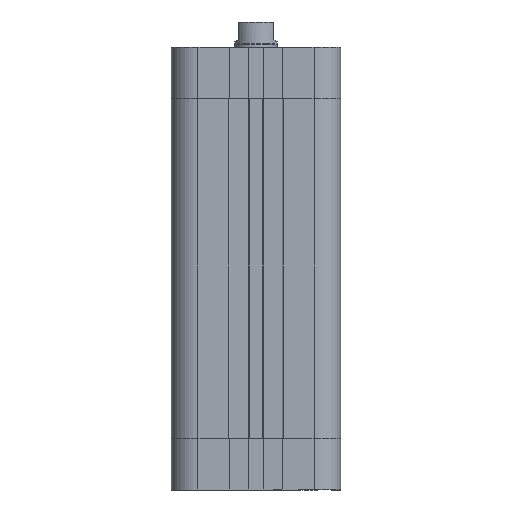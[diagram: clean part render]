
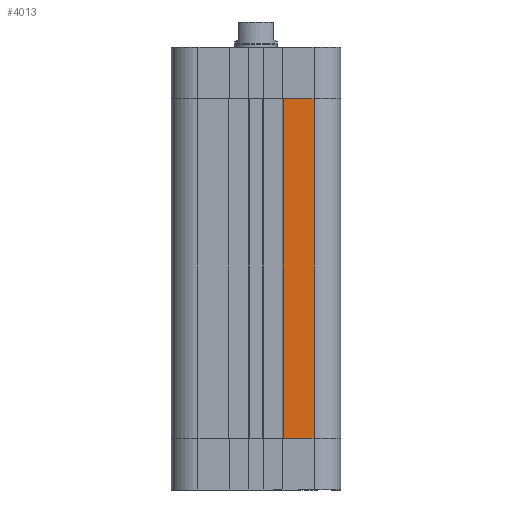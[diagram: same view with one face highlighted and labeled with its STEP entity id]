
A CAD part, front view. The second image highlights one B-rep face of the part: STEP entity #4013.
In plain terms, the highlighted planar face has unit normal (0, -1, 0).
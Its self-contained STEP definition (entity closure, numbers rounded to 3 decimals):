
#3955=CARTESIAN_POINT('',(-16.25,-23.75,47.5));
#3956=VERTEX_POINT('',#3955);
#3965=CARTESIAN_POINT('',(-16.25,-23.75,-47.5));
#3966=VERTEX_POINT('',#3965);
#3974=CARTESIAN_POINT('',(-16.25,-23.75,-47.5));
#3975=DIRECTION('',(0.0,0.0,1.0));
#3976=VECTOR('',#3975,95.0);
#3977=LINE('',#3974,#3976);
#3978=EDGE_CURVE('',#3966,#3956,#3977,.T.);
#3983=CARTESIAN_POINT('',(-16.25,-23.75,0.0));
#3984=DIRECTION('',(0.0,1.0,0.0));
#3985=DIRECTION('',(0.0,0.0,-1.0));
#3986=AXIS2_PLACEMENT_3D('',#3983,#3984,#3985);
#3987=PLANE('',#3986);
#3988=CARTESIAN_POINT('',(-7.6,-23.75,47.5));
#3989=VERTEX_POINT('',#3988);
#3990=CARTESIAN_POINT('',(-16.25,-23.75,47.5));
#3991=DIRECTION('',(1.0,0.0,0.0));
#3992=VECTOR('',#3991,8.65);
#3993=LINE('',#3990,#3992);
#3994=EDGE_CURVE('',#3956,#3989,#3993,.T.);
#3995=ORIENTED_EDGE('',*,*,#3994,.F.);
#3996=ORIENTED_EDGE('',*,*,#3978,.F.);
#3997=CARTESIAN_POINT('',(-7.6,-23.75,-47.5));
#3998=VERTEX_POINT('',#3997);
#3999=CARTESIAN_POINT('',(-7.6,-23.75,-47.5));
#4000=DIRECTION('',(-1.0,0.0,0.0));
#4001=VECTOR('',#4000,8.65);
#4002=LINE('',#3999,#4001);
#4003=EDGE_CURVE('',#3998,#3966,#4002,.T.);
#4004=ORIENTED_EDGE('',*,*,#4003,.F.);
#4005=CARTESIAN_POINT('',(-7.6,-23.75,-47.5));
#4006=DIRECTION('',(0.0,0.0,1.0));
#4007=VECTOR('',#4006,95.0);
#4008=LINE('',#4005,#4007);
#4009=EDGE_CURVE('',#3998,#3989,#4008,.T.);
#4010=ORIENTED_EDGE('',*,*,#4009,.T.);
#4011=EDGE_LOOP('',(#3995,#3996,#4004,#4010));
#4012=FACE_OUTER_BOUND('',#4011,.T.);
#4013=ADVANCED_FACE('',(#4012),#3987,.F.);
